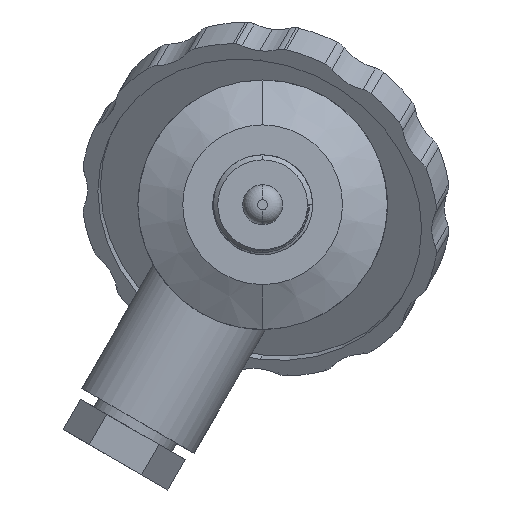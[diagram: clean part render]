
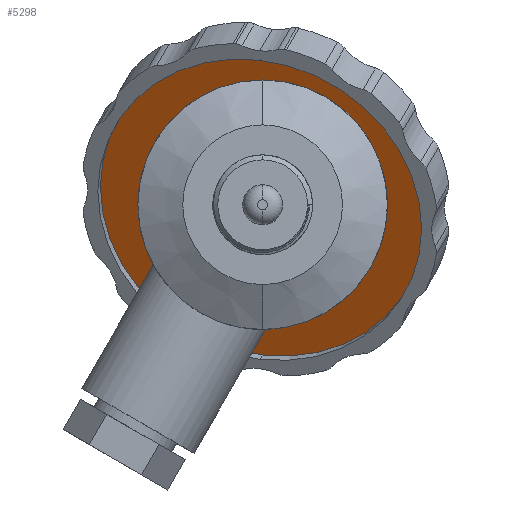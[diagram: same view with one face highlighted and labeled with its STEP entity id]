
A CAD part, front view. The second image highlights one B-rep face of the part: STEP entity #5298.
In plain terms, the highlighted planar face has unit normal (-0.25, -0.866, -0.433).
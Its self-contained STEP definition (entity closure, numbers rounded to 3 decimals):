
#28 = VERTEX_POINT ( 'NONE', #3783 ) ;
#215 = CARTESIAN_POINT ( 'NONE',  ( -0.08, 140.368, -0.139 ) ) ;
#219 = CARTESIAN_POINT ( 'NONE',  ( 36.505, 125.842, 7.791 ) ) ;
#399 = CIRCLE ( 'NONE', #1392, 33.5 ) ;
#809 = CARTESIAN_POINT ( 'NONE',  ( 12.5, 125.842, 21.651 ) ) ;
#847 = CARTESIAN_POINT ( 'NONE',  ( -36.2, 138.226, 25. ) ) ;
#922 = CARTESIAN_POINT ( 'NONE',  ( -0.08, 140.368, -0.139 ) ) ;
#1392 = AXIS2_PLACEMENT_3D ( 'NONE', #215, #3243, #7285 ) ;
#1401 = AXIS2_PLACEMENT_3D ( 'NONE', #922, #3235, #5626 ) ;
#1466 = DIRECTION ( 'NONE',  ( 0., 0.447, -0.894 ) ) ;
#1547 = FACE_OUTER_BOUND ( 'NONE', #6342, .T. ) ;
#2028 = CARTESIAN_POINT ( 'NONE',  ( 0., 152.776, -25. ) ) ;
#2083 = VERTEX_POINT ( 'NONE', #6224 ) ;
#2098 = EDGE_CURVE ( 'NONE', #5908, #2083, #5855, .T. ) ;
#2140 = DIRECTION ( 'NONE',  ( -0.25, -0.866, -0.433 ) ) ;
#2186 = CARTESIAN_POINT ( 'NONE',  ( -36.505, 154.709, -7.791 ) ) ;
#2244 = ORIENTED_EDGE ( 'NONE', *, *, #5303, .F. ) ;
#2597 = ORIENTED_EDGE ( 'NONE', *, *, #4509, .T. ) ;
#2771 = CARTESIAN_POINT ( 'NONE',  ( 0., 152.776, -25. ) ) ;
#3235 = DIRECTION ( 'NONE',  ( -0.25, -0.866, -0.433 ) ) ;
#3243 = DIRECTION ( 'NONE',  ( -0.25, -0.866, -0.433 ) ) ;
#3783 = CARTESIAN_POINT ( 'NONE',  ( -0.08, 125.387, 29.824 ) ) ;
#4316 = CARTESIAN_POINT ( 'NONE',  ( 4.709, 126.416, 25. ) ) ;
#4389 = CARTESIAN_POINT ( 'NONE',  ( 0., 127.776, 25. ) ) ;
#4509 = EDGE_CURVE ( 'NONE', #6619, #28, #399, .T. ) ;
#4542 = CARTESIAN_POINT ( 'NONE',  ( 0., 127.776, 25. ) ) ;
#4580 = CARTESIAN_POINT ( 'NONE',  ( -4.709, 154.135, -25. ) ) ;
#4951 = ORIENTED_EDGE ( 'NONE', *, *, #5608, .T. ) ;
#5013 = CARTESIAN_POINT ( 'NONE',  ( 8.95, 125.842, 23.7 ) ) ;
#5167 = CIRCLE ( 'NONE', #1401, 33.5 ) ;
#5207 = CARTESIAN_POINT ( 'NONE',  ( -12.5, 154.709, -21.651 ) ) ;
#5298 = ADVANCED_FACE ( 'NONE', ( #7515, #1547 ), #6255, .T. ) ;
#5303 = EDGE_CURVE ( 'NONE', #2083, #5908, #7005, .T. ) ;
#5326 = CARTESIAN_POINT ( 'NONE',  ( -0.08, 155.35, -30.102 ) ) ;
#5608 = EDGE_CURVE ( 'NONE', #28, #6619, #5167, .T. ) ;
#5626 = DIRECTION ( 'NONE',  ( 0., 0.447, -0.894 ) ) ;
#5680 = CARTESIAN_POINT ( 'NONE',  ( -8.95, 154.709, -23.7 ) ) ;
#5717 = CARTESIAN_POINT ( 'NONE',  ( -0.08, 140.368, -0.139 ) ) ;
#5855 =( BOUNDED_CURVE ( )  B_SPLINE_CURVE ( 3, ( #2028, #6144, #219, #809, #5013, #4316, #4389 ),
 .UNSPECIFIED., .F., .T. ) 
 B_SPLINE_CURVE_WITH_KNOTS ( ( 4, 3, 4 ),
 ( 0.606, 1., 1.106 ),
 .UNSPECIFIED. ) 
 CURVE ( )  GEOMETRIC_REPRESENTATION_ITEM ( )  RATIONAL_B_SPLINE_CURVE ( ( 0.667, 0.363, 0.474, 1., 0.859, 0.748, 0.667 ) ) 
 REPRESENTATION_ITEM ( '' )  );
#5908 = VERTEX_POINT ( 'NONE', #7346 ) ;
#6144 = CARTESIAN_POINT ( 'NONE',  ( 36.2, 142.325, -25. ) ) ;
#6224 = CARTESIAN_POINT ( 'NONE',  ( 0., 127.776, 25. ) ) ;
#6255 = PLANE ( 'NONE',  #7539 ) ;
#6342 = EDGE_LOOP ( 'NONE', ( #2597, #4951 ) ) ;
#6619 = VERTEX_POINT ( 'NONE', #5326 ) ;
#6701 = ORIENTED_EDGE ( 'NONE', *, *, #2098, .F. ) ;
#7005 =( BOUNDED_CURVE ( )  B_SPLINE_CURVE ( 3, ( #4542, #847, #2186, #5207, #5680, #4580, #2771 ),
 .UNSPECIFIED., .F., .F. ) 
 B_SPLINE_CURVE_WITH_KNOTS ( ( 4, 3, 4 ),
 ( 0.106, 0.5, 0.606 ),
 .UNSPECIFIED. ) 
 CURVE ( )  GEOMETRIC_REPRESENTATION_ITEM ( )  RATIONAL_B_SPLINE_CURVE ( ( 0.667, 0.363, 0.474, 1., 0.859, 0.748, 0.667 ) ) 
 REPRESENTATION_ITEM ( '' )  );
#7014 = EDGE_LOOP ( 'NONE', ( #2244, #6701 ) ) ;
#7285 = DIRECTION ( 'NONE',  ( 0., 0.447, -0.894 ) ) ;
#7346 = CARTESIAN_POINT ( 'NONE',  ( 0., 152.776, -25. ) ) ;
#7515 = FACE_BOUND ( 'NONE', #7014, .T. ) ;
#7539 = AXIS2_PLACEMENT_3D ( 'NONE', #5717, #2140, #1466 ) ;
